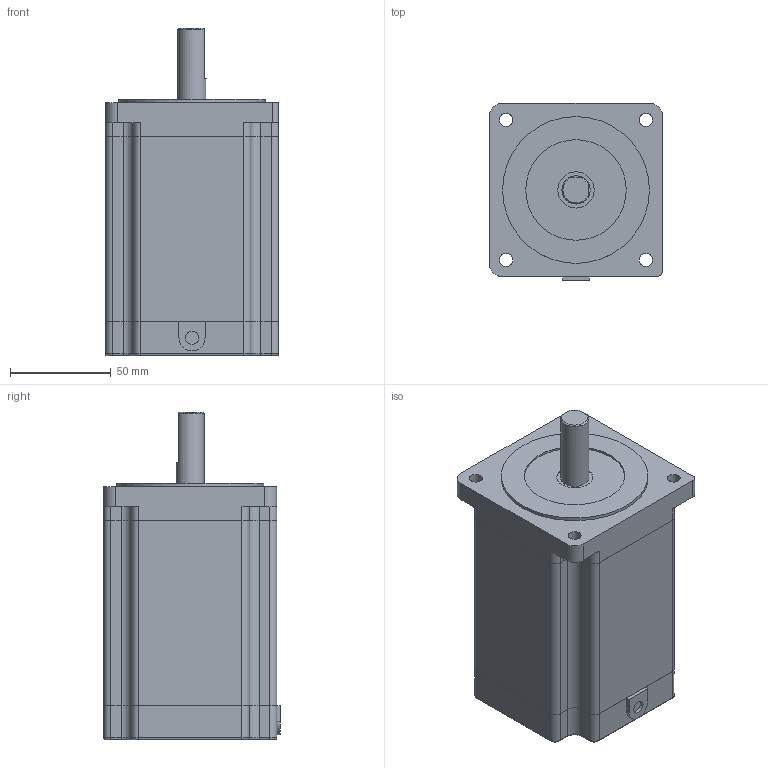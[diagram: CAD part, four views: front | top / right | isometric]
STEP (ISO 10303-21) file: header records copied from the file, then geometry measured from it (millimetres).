
FILE_DESCRIPTION( ( 'Unknown' ), '1' );
FILE_NAME( 'MS2913-04A.stp', 'Unknown', ( 'Dimamotor' ), ( 'Dimamotor' ), 'PSStep 16.0.42', 'Unknown', ' ' );
FILE_SCHEMA( ( 'AUTOMOTIVE_DESIGN { 1 0 10303 214 1 1 1 1 }' ) );
Length unit declared in the file: millimetre
Products named in the file (1): 1
Bounding box: 86 x 87.8 x 163 mm (x, y, z)
Volume: 852553.5 mm3; surface area: 58303.3 mm2
Topology: 1 solids, 1 shells, 132 faces, 350 edges, 227 vertices
Faces by surface type: cylinder 62, plane 56, torus 12, cone 2
Full cylindrical faces by diameter (mm): 6.5 x5, 14 x1, 18 x1, 50 x1, 73 x1
Entity records: 5116 total; most frequent: DIRECTION 738, CARTESIAN_POINT 701, ORIENTED_EDGE 670, EDGE_CURVE 335, AXIS2_PLACEMENT_3D 274, VERTEX_POINT 221, LINE 190, VECTOR 190
